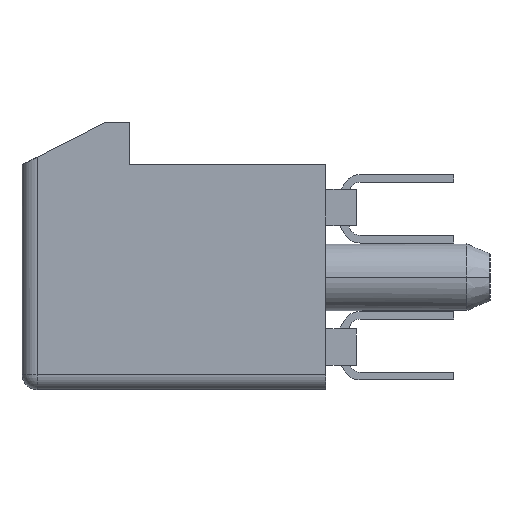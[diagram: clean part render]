
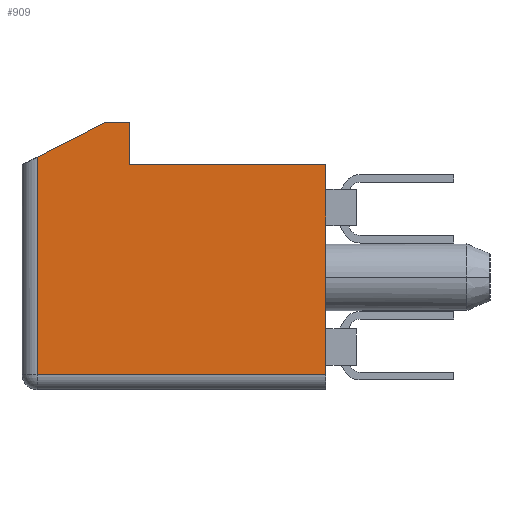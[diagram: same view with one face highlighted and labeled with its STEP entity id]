
A CAD part, left-side view. The second image highlights one B-rep face of the part: STEP entity #909.
In plain terms, the highlighted planar face has unit normal (-1, 0, 0).
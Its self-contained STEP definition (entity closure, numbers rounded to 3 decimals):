
#399 = LINE ( 'NONE', #7369, #10785 ) ;
#476 = ORIENTED_EDGE ( 'NONE', *, *, #17947, .T. ) ;
#536 = VERTEX_POINT ( 'NONE', #3138 ) ;
#908 = LINE ( 'NONE', #2572, #18256 ) ;
#909 = ADVANCED_FACE ( 'NONE', ( #4979 ), #6741, .F. ) ;
#1014 = DIRECTION ( 'NONE',  ( 0., 0., 1. ) ) ;
#1151 = VERTEX_POINT ( 'NONE', #12672 ) ;
#1335 = DIRECTION ( 'NONE',  ( 0., 0., 1. ) ) ;
#2572 = CARTESIAN_POINT ( 'NONE',  ( -14.5, 7.45, 3.7 ) ) ;
#2801 = CARTESIAN_POINT ( 'NONE',  ( -14.5, 10.5, 3.955 ) ) ;
#3138 = CARTESIAN_POINT ( 'NONE',  ( -14.5, 1., 3.7 ) ) ;
#3385 = DIRECTION ( 'NONE',  ( 0., 0., -1. ) ) ;
#3422 = ORIENTED_EDGE ( 'NONE', *, *, #20646, .T. ) ;
#3630 = ORIENTED_EDGE ( 'NONE', *, *, #16092, .F. ) ;
#4758 = CARTESIAN_POINT ( 'NONE',  ( -14.5, 10.5, -3.2 ) ) ;
#4897 = LINE ( 'NONE', #18200, #14894 ) ;
#4979 = FACE_OUTER_BOUND ( 'NONE', #12062, .T. ) ;
#5083 = CARTESIAN_POINT ( 'NONE',  ( -14.5, 5.75, 0.95 ) ) ;
#5625 = VERTEX_POINT ( 'NONE', #9165 ) ;
#6188 = VECTOR ( 'NONE', #3385, 1000. ) ;
#6596 = VECTOR ( 'NONE', #1335, 1000. ) ;
#6741 = PLANE ( 'NONE',  #18275 ) ;
#6833 = DIRECTION ( 'NONE',  ( 0., 1., 0. ) ) ;
#7369 = CARTESIAN_POINT ( 'NONE',  ( -14.5, 1., 3.7 ) ) ;
#9097 = EDGE_CURVE ( 'NONE', #5625, #16377, #18277, .T. ) ;
#9129 = DIRECTION ( 'NONE',  ( 0., 1., 0. ) ) ;
#9163 = CARTESIAN_POINT ( 'NONE',  ( -14.5, 10.5, 3.955 ) ) ;
#9165 = CARTESIAN_POINT ( 'NONE',  ( -14.5, 1., -3.2 ) ) ;
#9755 = ORIENTED_EDGE ( 'NONE', *, *, #12901, .F. ) ;
#10785 = VECTOR ( 'NONE', #9129, 1000. ) ;
#10986 = CARTESIAN_POINT ( 'NONE',  ( -14.5, 10.5, -3.2 ) ) ;
#11165 = LINE ( 'NONE', #4758, #6596 ) ;
#11658 = LINE ( 'NONE', #21426, #6188 ) ;
#12062 = EDGE_LOOP ( 'NONE', ( #3630, #12941, #476, #3422, #9755, #21606, #19338 ) ) ;
#12098 = VERTEX_POINT ( 'NONE', #12202 ) ;
#12177 = EDGE_CURVE ( 'NONE', #536, #1151, #399, .T. ) ;
#12202 = CARTESIAN_POINT ( 'NONE',  ( -14.5, 8.25, 5.1 ) ) ;
#12672 = CARTESIAN_POINT ( 'NONE',  ( -14.5, 7.45, 3.7 ) ) ;
#12725 = EDGE_CURVE ( 'NONE', #16377, #13762, #11165, .T. ) ;
#12901 = EDGE_CURVE ( 'NONE', #13762, #12098, #21014, .T. ) ;
#12941 = ORIENTED_EDGE ( 'NONE', *, *, #12177, .T. ) ;
#13541 = CARTESIAN_POINT ( 'NONE',  ( -14.5, 1., -3.2 ) ) ;
#13762 = VERTEX_POINT ( 'NONE', #2801 ) ;
#14894 = VECTOR ( 'NONE', #20063, 1000. ) ;
#16092 = EDGE_CURVE ( 'NONE', #536, #5625, #11658, .T. ) ;
#16377 = VERTEX_POINT ( 'NONE', #10986 ) ;
#16730 = DIRECTION ( 'NONE',  ( 0., -1., 0. ) ) ;
#17055 = CARTESIAN_POINT ( 'NONE',  ( -14.5, 7.45, 5.1 ) ) ;
#17061 = VERTEX_POINT ( 'NONE', #17055 ) ;
#17115 = VECTOR ( 'NONE', #6833, 1000. ) ;
#17947 = EDGE_CURVE ( 'NONE', #1151, #17061, #908, .T. ) ;
#18200 = CARTESIAN_POINT ( 'NONE',  ( -14.5, 7.45, 5.1 ) ) ;
#18256 = VECTOR ( 'NONE', #1014, 1000. ) ;
#18275 = AXIS2_PLACEMENT_3D ( 'NONE', #5083, #18388, #16730 ) ;
#18277 = LINE ( 'NONE', #13541, #17115 ) ;
#18388 = DIRECTION ( 'NONE',  ( 1., 0., 0. ) ) ;
#19214 = VECTOR ( 'NONE', #19267, 1000. ) ;
#19267 = DIRECTION ( 'NONE',  ( 0., -0.891, 0.454 ) ) ;
#19338 = ORIENTED_EDGE ( 'NONE', *, *, #9097, .F. ) ;
#20063 = DIRECTION ( 'NONE',  ( 0., 1., 0. ) ) ;
#20646 = EDGE_CURVE ( 'NONE', #17061, #12098, #4897, .T. ) ;
#21014 = LINE ( 'NONE', #9163, #19214 ) ;
#21426 = CARTESIAN_POINT ( 'NONE',  ( -14.5, 1., 3.7 ) ) ;
#21606 = ORIENTED_EDGE ( 'NONE', *, *, #12725, .F. ) ;
